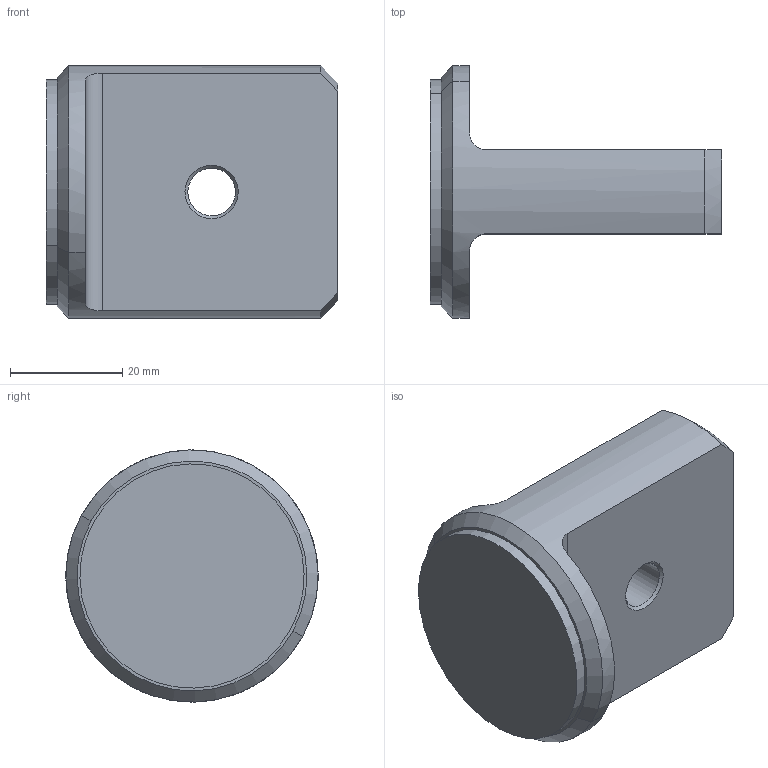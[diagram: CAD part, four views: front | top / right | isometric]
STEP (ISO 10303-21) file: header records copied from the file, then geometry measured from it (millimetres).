
FILE_DESCRIPTION(('CATIA V5 STEP Exchange'),'2;1');
FILE_NAME('Rohrende_Alu.stp','2018-03-24T20:18:59+00:00',('none'),('none'),'Version 5-6 Release 2012','CATIA V5 STEP AP203','none');
FILE_SCHEMA(('CONFIG_CONTROL_DESIGN'));
Length unit declared in the file: millimetre
Products named in the file (1): Rohrende_Alu
Bounding box: 52 x 44.99 x 45 mm (x, y, z)
Volume: 39159.7 mm3; surface area: 9260.2 mm2
Topology: 1 solids, 1 shells, 23 faces, 54 edges, 34 vertices
Faces by surface type: cylinder 8, cone 8, plane 7
Entity records: 681 total; most frequent: CARTESIAN_POINT 140, ORIENTED_EDGE 108, DIRECTION 84, EDGE_CURVE 54, AXIS2_PLACEMENT_3D 44, VERTEX_POINT 34, EDGE_LOOP 26, CIRCLE 24
